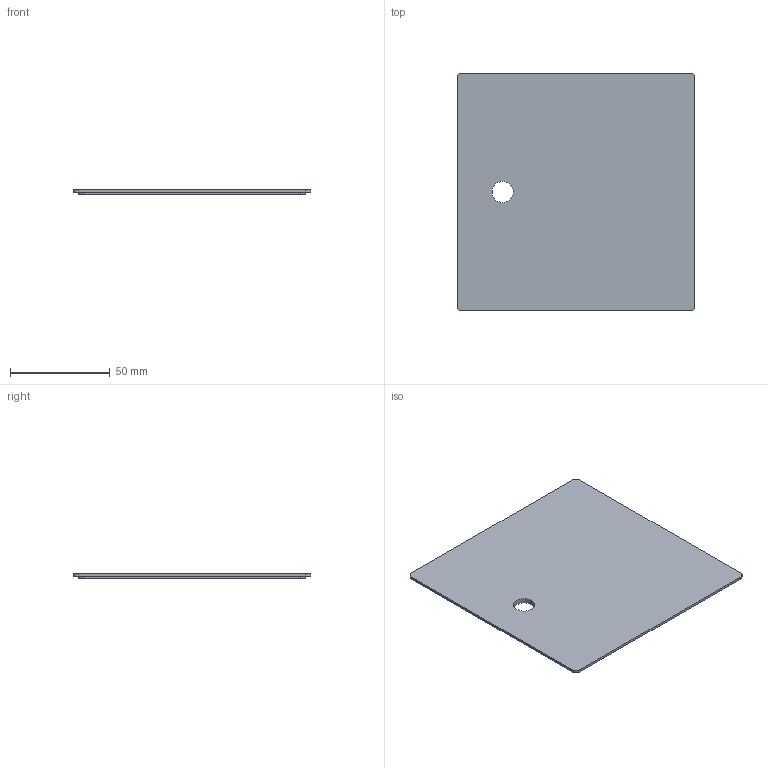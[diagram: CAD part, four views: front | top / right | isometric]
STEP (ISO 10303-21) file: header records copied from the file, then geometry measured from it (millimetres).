
FILE_DESCRIPTION (( 'STEP AP203' ), '1' );
FILE_NAME ('Lid For Holder.STEP', '2026-01-18T18:16:48', ( '' ), ( '' ), 'SwSTEP 2.0', 'SolidWorks 2025', '' );
FILE_SCHEMA (( 'CONFIG_CONTROL_DESIGN' ));
Length unit declared in the file: inch
Products named in the file (1): Lid For Holder
Bounding box: 119.38 x 119.38 x 2.54 mm (x, y, z)
Volume: 34376.7 mm3; surface area: 29573.2 mm2
Topology: 1 solids, 1 shells, 21 faces, 54 edges, 36 vertices
Faces by surface type: plane 11, cylinder 10
Entity records: 731 total; most frequent: DIRECTION 118, CARTESIAN_POINT 112, ORIENTED_EDGE 108, EDGE_CURVE 54, AXIS2_PLACEMENT_3D 42, VERTEX_POINT 36, VECTOR 34, LINE 34
